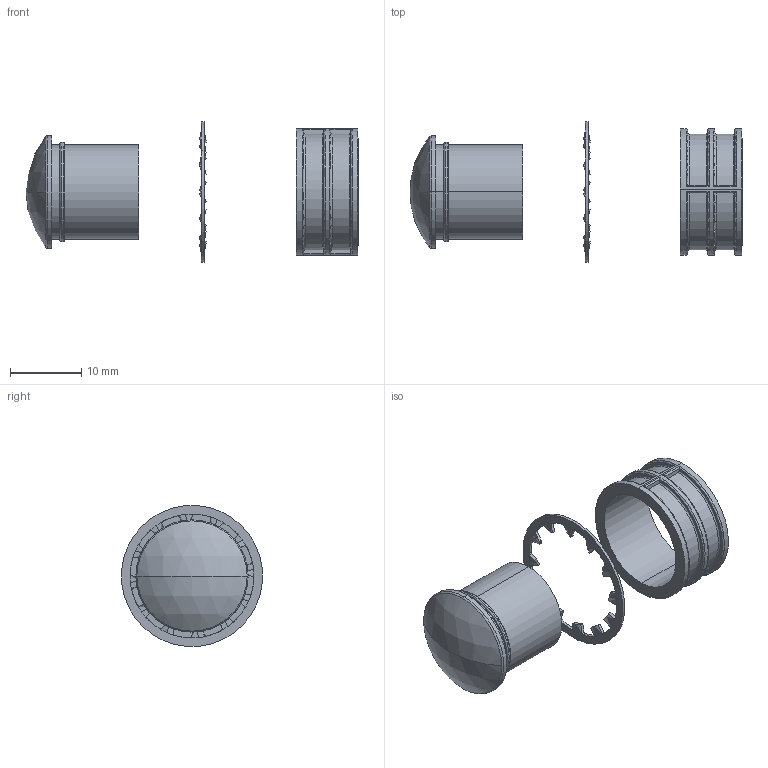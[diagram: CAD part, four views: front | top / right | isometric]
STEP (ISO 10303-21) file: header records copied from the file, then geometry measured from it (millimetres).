
FILE_DESCRIPTION (( 'STEP AP214' ), '1' );
FILE_NAME ('HMC_461_XXX.STEP', '2020-07-01T18:38:36', ( 'user' ), ( 'Microsoft' ), 'SwSTEP 2.0', 'SolidWorks 2018', '' );
FILE_SCHEMA (( 'AUTOMOTIVE_DESIGN' ));
Length unit declared in the file: inch
Products named in the file (4): HMC_461_XXX; 461 XXX_simple; HLW 461; RNG 461_simple
Assembly tree (3 placements, depth 2):
  HMC_461_XXX
    461 XXX_simple
    HLW 461
    RNG 461_simple
Bounding box: 46.56 x 19.76 x 19.76 mm (x, y, z)
Volume: 1307.2 mm3; surface area: 2914.8 mm2
Topology: 3 solids, 3 shells, 224 faces, 594 edges, 382 vertices
Faces by surface type: cylinder 72, plane 60, bspline 36, cone 32, torus 22, sphere 2
Entity records: 7688 total; most frequent: CARTESIAN_POINT 1964, ORIENTED_EDGE 1184, DIRECTION 1030, EDGE_CURVE 592, VERTEX_POINT 382, AXIS2_PLACEMENT_3D 371, VECTOR 288, LINE 288
